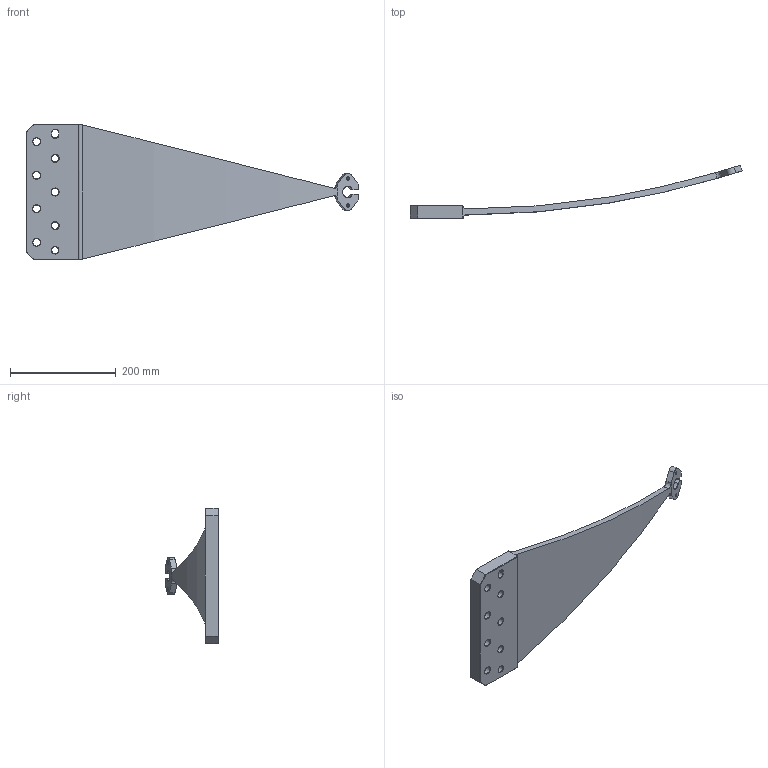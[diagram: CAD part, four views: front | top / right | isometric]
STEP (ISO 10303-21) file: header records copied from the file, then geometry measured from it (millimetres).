
FILE_DESCRIPTION (( 'STEP AP214' ), '1' );
FILE_NAME ('D071100_Spring.STEP', '2022-02-03T17:21:52', ( '' ), ( '' ), 'SwSTEP 2.0', 'SolidWorks 2021', '' );
FILE_SCHEMA (( 'AUTOMOTIVE_DESIGN' ));
Length unit declared in the file: inch
Products named in the file (1): D071100_Spring
Bounding box: 626.82 x 100.91 x 256.69 mm (x, y, z)
Volume: 1363419.8 mm3; surface area: 219994.3 mm2
Topology: 1 solids, 1 shells, 76 faces, 206 edges, 132 vertices
Faces by surface type: plane 32, cone 21, cylinder 19, bspline 4
Full cylindrical faces by diameter (mm): 6.477 x2, 12.725 x1, 13.891 x7
Entity records: 2487 total; most frequent: CARTESIAN_POINT 694, ORIENTED_EDGE 340, DIRECTION 339, EDGE_CURVE 170, EDGE_LOOP 125, AXIS2_PLACEMENT_3D 124, VERTEX_POINT 123, VECTOR 91
